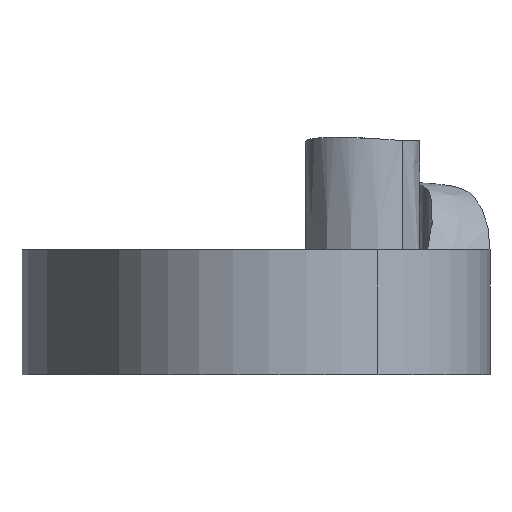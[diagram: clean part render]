
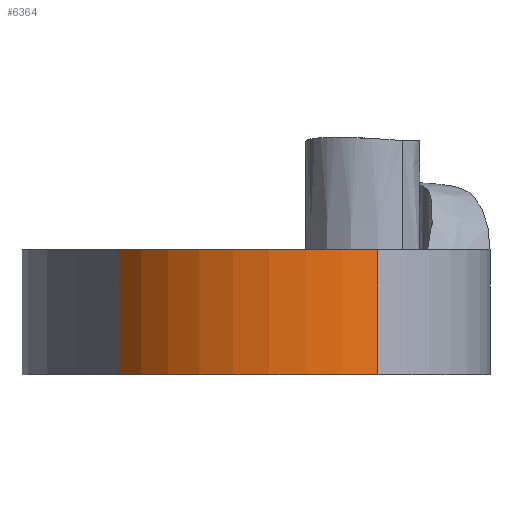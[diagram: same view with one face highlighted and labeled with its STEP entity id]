
A CAD part, left-side view. The second image highlights one B-rep face of the part: STEP entity #6364.
In plain terms, the highlighted cylindrical face has radius 28 mm (diameter 56 mm), a partial arc.
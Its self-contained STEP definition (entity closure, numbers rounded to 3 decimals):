
#99 = EDGE_CURVE ( 'NONE', #966, #2944, #6655, .T. ) ;
#908 = DIRECTION ( 'NONE',  ( 1., 0., 0. ) ) ;
#966 = VERTEX_POINT ( 'NONE', #7244 ) ;
#2165 = DIRECTION ( 'NONE',  ( 0., 0., 1. ) ) ;
#2171 = ORIENTED_EDGE ( 'NONE', *, *, #4670, .T. ) ;
#2439 = CARTESIAN_POINT ( 'NONE',  ( -27., -5.917, 8. ) ) ;
#2579 = CARTESIAN_POINT ( 'NONE',  ( -53.258, -15.639, -8. ) ) ;
#2860 = VERTEX_POINT ( 'NONE', #7069 ) ;
#2944 = VERTEX_POINT ( 'NONE', #7269 ) ;
#3414 = DIRECTION ( 'NONE',  ( -0.54, 0.842, 0. ) ) ;
#3526 = EDGE_LOOP ( 'NONE', ( #8401, #4632, #2171, #10054 ) ) ;
#3685 = DIRECTION ( 'NONE',  ( 0., 0., 1. ) ) ;
#4632 = ORIENTED_EDGE ( 'NONE', *, *, #5472, .F. ) ;
#4670 = EDGE_CURVE ( 'NONE', #2860, #5224, #6286, .T. ) ;
#4752 = AXIS2_PLACEMENT_3D ( 'NONE', #2439, #9334, #3414 ) ;
#4769 = DIRECTION ( 'NONE',  ( 0., 0., 1. ) ) ;
#4993 = LINE ( 'NONE', #11547, #9387 ) ;
#5039 = VECTOR ( 'NONE', #4769, 1000. ) ;
#5187 = FACE_OUTER_BOUND ( 'NONE', #3526, .T. ) ;
#5224 = VERTEX_POINT ( 'NONE', #2579 ) ;
#5472 = EDGE_CURVE ( 'NONE', #2860, #966, #10797, .T. ) ;
#5600 = AXIS2_PLACEMENT_3D ( 'NONE', #8443, #3685, #908 ) ;
#5895 = DIRECTION ( 'NONE',  ( 0., 0., 1. ) ) ;
#6286 = CIRCLE ( 'NONE', #7223, 28. ) ;
#6364 = ADVANCED_FACE ( 'NONE', ( #5187 ), #11674, .T. ) ;
#6655 = CIRCLE ( 'NONE', #4752, 28. ) ;
#6684 = CARTESIAN_POINT ( 'NONE',  ( -42.12, 17.65, 8. ) ) ;
#7040 = DIRECTION ( 'NONE',  ( -0.54, 0.842, 0. ) ) ;
#7069 = CARTESIAN_POINT ( 'NONE',  ( -42.12, 17.65, -8. ) ) ;
#7223 = AXIS2_PLACEMENT_3D ( 'NONE', #11869, #2165, #7040 ) ;
#7244 = CARTESIAN_POINT ( 'NONE',  ( -42.12, 17.65, 8. ) ) ;
#7269 = CARTESIAN_POINT ( 'NONE',  ( -53.258, -15.639, 8. ) ) ;
#8401 = ORIENTED_EDGE ( 'NONE', *, *, #99, .F. ) ;
#8443 = CARTESIAN_POINT ( 'NONE',  ( -27., -5.917, 0. ) ) ;
#8457 = EDGE_CURVE ( 'NONE', #5224, #2944, #4993, .T. ) ;
#9334 = DIRECTION ( 'NONE',  ( 0., 0., 1. ) ) ;
#9387 = VECTOR ( 'NONE', #5895, 1000. ) ;
#10054 = ORIENTED_EDGE ( 'NONE', *, *, #8457, .T. ) ;
#10797 = LINE ( 'NONE', #6684, #5039 ) ;
#11547 = CARTESIAN_POINT ( 'NONE',  ( -53.258, -15.639, 8. ) ) ;
#11674 = CYLINDRICAL_SURFACE ( 'NONE', #5600, 28. ) ;
#11869 = CARTESIAN_POINT ( 'NONE',  ( -27., -5.917, -8. ) ) ;
